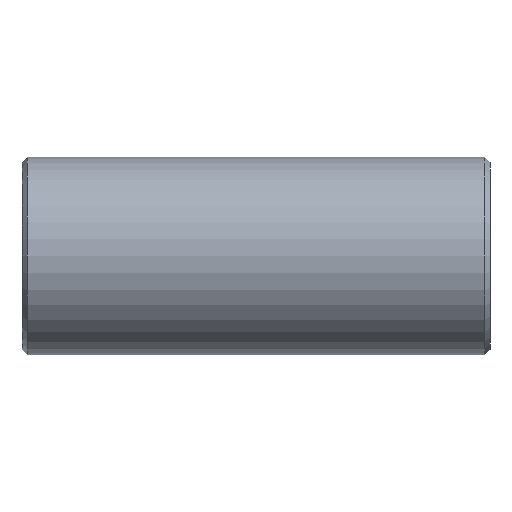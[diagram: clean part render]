
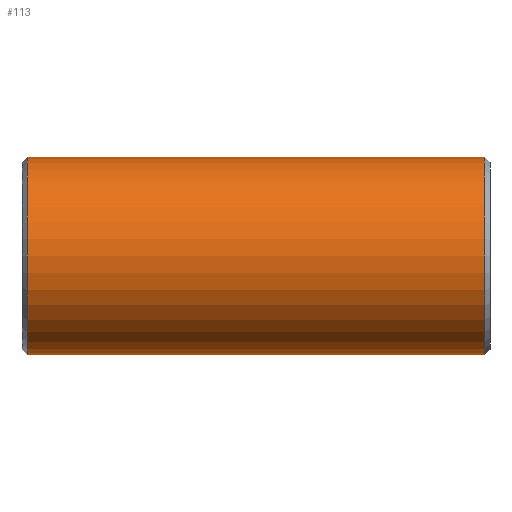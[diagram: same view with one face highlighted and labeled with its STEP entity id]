
A CAD part, front view. The second image highlights one B-rep face of the part: STEP entity #113.
In plain terms, the highlighted cylindrical face has radius 24.13 mm (diameter 48.26 mm), a partial arc.
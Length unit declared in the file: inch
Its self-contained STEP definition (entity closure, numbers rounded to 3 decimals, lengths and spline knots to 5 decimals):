
#3 = VERTEX_POINT ( 'NONE', #24 ) ;
#15 = CARTESIAN_POINT ( 'NONE',  ( 2.20167, 0., 0.95 ) ) ;
#19 = AXIS2_PLACEMENT_3D ( 'NONE', #261, #326, #104 ) ;
#24 = CARTESIAN_POINT ( 'NONE',  ( -2.20167, 0., 0.95 ) ) ;
#46 = CARTESIAN_POINT ( 'NONE',  ( 2.25, 0., -0.95 ) ) ;
#75 = ORIENTED_EDGE ( 'NONE', *, *, #593, .F. ) ;
#104 = DIRECTION ( 'NONE',  ( 0., 0., 1. ) ) ;
#113 = ADVANCED_FACE ( 'NONE', ( #664 ), #207, .T. ) ;
#151 = DIRECTION ( 'NONE',  ( 0., 0., 1. ) ) ;
#155 = DIRECTION ( 'NONE',  ( -1., 0., 0. ) ) ;
#178 = EDGE_CURVE ( 'NONE', #3, #485, #444, .T. ) ;
#182 = AXIS2_PLACEMENT_3D ( 'NONE', #517, #621, #564 ) ;
#191 = DIRECTION ( 'NONE',  ( -1., 0., 0. ) ) ;
#197 = VECTOR ( 'NONE', #155, 39.37008 ) ;
#206 = LINE ( 'NONE', #46, #197 ) ;
#207 = CYLINDRICAL_SURFACE ( 'NONE', #19, 0.95 ) ;
#213 = CARTESIAN_POINT ( 'NONE',  ( -2.20167, 0., 0. ) ) ;
#233 = ORIENTED_EDGE ( 'NONE', *, *, #581, .T. ) ;
#257 = ORIENTED_EDGE ( 'NONE', *, *, #178, .T. ) ;
#261 = CARTESIAN_POINT ( 'NONE',  ( 2.25, 0., 0. ) ) ;
#263 = AXIS2_PLACEMENT_3D ( 'NONE', #213, #437, #151 ) ;
#321 = EDGE_CURVE ( 'NONE', #701, #463, #736, .T. ) ;
#326 = DIRECTION ( 'NONE',  ( -1., 0., 0. ) ) ;
#353 = VECTOR ( 'NONE', #191, 39.37008 ) ;
#367 = CARTESIAN_POINT ( 'NONE',  ( -2.20167, 0., -0.95 ) ) ;
#368 = ORIENTED_EDGE ( 'NONE', *, *, #321, .T. ) ;
#422 = CARTESIAN_POINT ( 'NONE',  ( 2.25, 0., 0.95 ) ) ;
#437 = DIRECTION ( 'NONE',  ( 1., 0., 0. ) ) ;
#444 = CIRCLE ( 'NONE', #263, 0.95 ) ;
#463 = VERTEX_POINT ( 'NONE', #15 ) ;
#476 = LINE ( 'NONE', #422, #353 ) ;
#483 = CARTESIAN_POINT ( 'NONE',  ( 2.20167, 0., -0.95 ) ) ;
#485 = VERTEX_POINT ( 'NONE', #367 ) ;
#517 = CARTESIAN_POINT ( 'NONE',  ( 2.20167, 0., 0. ) ) ;
#564 = DIRECTION ( 'NONE',  ( 0., 0., -1. ) ) ;
#579 = EDGE_LOOP ( 'NONE', ( #75, #368, #233, #257 ) ) ;
#581 = EDGE_CURVE ( 'NONE', #463, #3, #476, .T. ) ;
#593 = EDGE_CURVE ( 'NONE', #701, #485, #206, .T. ) ;
#621 = DIRECTION ( 'NONE',  ( -1., 0., 0. ) ) ;
#664 = FACE_OUTER_BOUND ( 'NONE', #579, .T. ) ;
#701 = VERTEX_POINT ( 'NONE', #483 ) ;
#736 = CIRCLE ( 'NONE', #182, 0.95 ) ;
